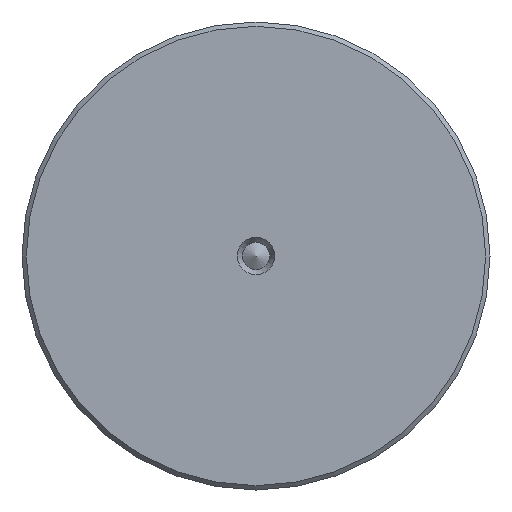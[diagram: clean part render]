
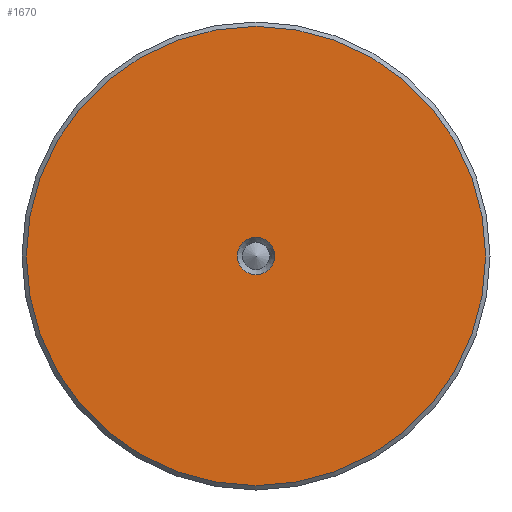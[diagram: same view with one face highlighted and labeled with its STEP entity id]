
A CAD part, left-side view. The second image highlights one B-rep face of the part: STEP entity #1670.
In plain terms, the highlighted planar face has unit normal (-1, 0, 0).
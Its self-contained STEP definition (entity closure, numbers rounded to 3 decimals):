
#54=FACE_BOUND('',#333,.T.);
#69=PLANE('',#1809);
#232=FACE_OUTER_BOUND('',#332,.T.);
#332=EDGE_LOOP('',(#1161));
#333=EDGE_LOOP('',(#1162,#1163));
#572=CIRCLE('',#1797,2.15);
#573=CIRCLE('',#1798,2.15);
#578=CIRCLE('',#1805,26.5);
#674=VERTEX_POINT('',#2474);
#675=VERTEX_POINT('',#2475);
#680=VERTEX_POINT('',#2490);
#860=EDGE_CURVE('',#674,#675,#572,.T.);
#861=EDGE_CURVE('',#675,#674,#573,.T.);
#869=EDGE_CURVE('',#680,#680,#578,.T.);
#1161=ORIENTED_EDGE('',*,*,#869,.F.);
#1162=ORIENTED_EDGE('',*,*,#860,.T.);
#1163=ORIENTED_EDGE('',*,*,#861,.T.);
#1670=ADVANCED_FACE('',(#232,#54),#69,.T.);
#1797=AXIS2_PLACEMENT_3D('',#2476,#2008,#2009);
#1798=AXIS2_PLACEMENT_3D('',#2477,#2010,#2011);
#1805=AXIS2_PLACEMENT_3D('',#2492,#2027,#2028);
#1809=AXIS2_PLACEMENT_3D('',#2499,#2036,#2037);
#2008=DIRECTION('center_axis',(1.,0.,0.));
#2009=DIRECTION('ref_axis',(0.,0.,1.));
#2010=DIRECTION('center_axis',(1.,0.,0.));
#2011=DIRECTION('ref_axis',(0.,0.,1.));
#2027=DIRECTION('center_axis',(1.,0.,0.));
#2028=DIRECTION('ref_axis',(0.,-1.,0.));
#2036=DIRECTION('center_axis',(-1.,0.,0.));
#2037=DIRECTION('ref_axis',(0.,0.,1.));
#2474=CARTESIAN_POINT('',(-150.,0.,2.15));
#2475=CARTESIAN_POINT('',(-150.,0.,-2.15));
#2476=CARTESIAN_POINT('Origin',(-150.,0.,0.));
#2477=CARTESIAN_POINT('Origin',(-150.,0.,0.));
#2490=CARTESIAN_POINT('',(-150.,26.5,0.));
#2492=CARTESIAN_POINT('Origin',(-150.,0.,0.));
#2499=CARTESIAN_POINT('Origin',(-150.,13.5,0.));
